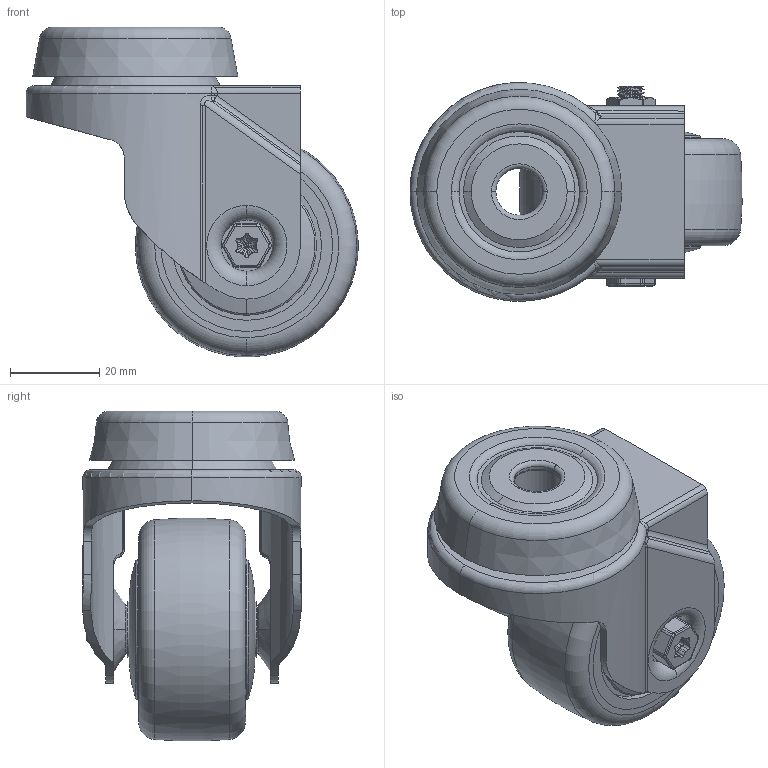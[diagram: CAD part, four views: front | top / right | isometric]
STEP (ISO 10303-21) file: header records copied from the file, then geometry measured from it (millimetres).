
FILE_DESCRIPTION(('STEP AP203'),'1');
FILE_NAME('BZRA50GRBJBH10.STEP','2023-05-25T11:28:23',(' '),(' '),'Spatial InterOp 3D',' ',' ');
FILE_SCHEMA(('CONFIG_CONTROL_DESIGN'));
Length unit declared in the file: metre
Products named in the file (19): BZRA50ASBH10; ZINC PLATED PRESSED STEEL FORKS; ZINC PLATED PRESSED STEEL HEAD; BZRA50GRBJBH10; BZL50WGRBJM6; POLYPROPYLENE RIM; THERMOPLASTIC RUBBER TYRE; CAP; BEARING608RS; OUTTER; INNER; BALL BEARINGS; Component2; MIDDLE; RUBBER; BOLTBZRA6MM; ZINC PLATED AXLE BOLT; NM6GR8HALFGR8; ZINC PLATED LOCKING NUT
Assembly tree (24 placements, depth 5):
  BZRA50GRBJBH10
    BZRA50ASBH10
      ZINC PLATED PRESSED STEEL FORKS
      ZINC PLATED PRESSED STEEL HEAD
    BZL50WGRBJM6
      POLYPROPYLENE RIM
      THERMOPLASTIC RUBBER TYRE
      CAP  x2
      BEARING608RS
        OUTTER
        INNER
        BALL BEARINGS
          Component2  x6
        MIDDLE
        RUBBER
    BOLTBZRA6MM
      ZINC PLATED AXLE BOLT
    NM6GR8HALFGR8
      ZINC PLATED LOCKING NUT
Bounding box: 74.43 x 48.99 x 73.96 mm (x, y, z)
Volume: 56552.8 mm3; surface area: 47144.4 mm2
Topology: 19 solids, 19 shells, 592 faces, 1480 edges, 931 vertices
Faces by surface type: cylinder 252, torus 102, plane 100, sphere 52, cone 44, bspline 42
Entity records: 41303 total; most frequent: CARTESIAN_POINT 26910, DIRECTION 2949, ORIENTED_EDGE 2780, EDGE_CURVE 1390, AXIS2_PLACEMENT_3D 1312, VERTEX_POINT 893, CIRCLE 755, EDGE_LOOP 631
